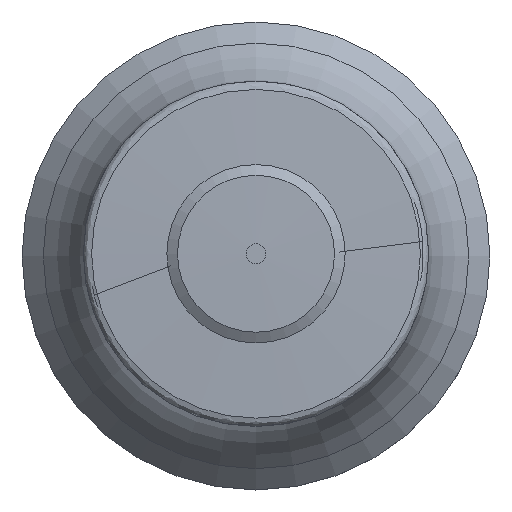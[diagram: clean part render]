
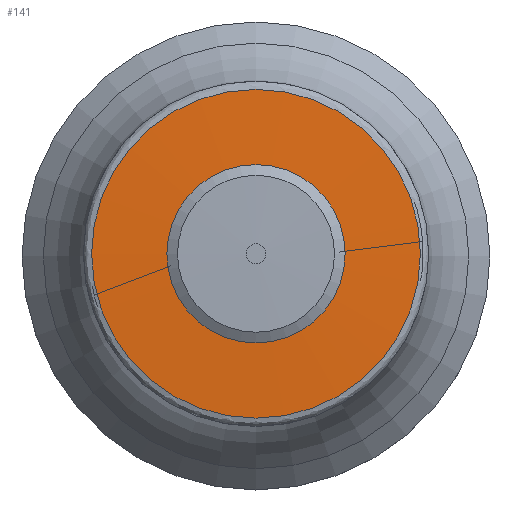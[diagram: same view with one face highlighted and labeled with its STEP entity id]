
A CAD part, top view. The second image highlights one B-rep face of the part: STEP entity #141.
In plain terms, the highlighted face is a revolution surface.
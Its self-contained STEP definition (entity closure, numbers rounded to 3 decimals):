
#34=SURFACE_OF_REVOLUTION('',#79,#39);
#39=AXIS1_PLACEMENT('',#715,#561);
#79=B_SPLINE_CURVE_WITH_KNOTS('',5,(#709,#710,#711,#712,#713,#714),
 .UNSPECIFIED.,.F.,.F.,(6,6),(0.,1.),.UNSPECIFIED.);
#141=ADVANCED_FACE('',(#189,#190),#34,.F.);
#189=FACE_BOUND('',#236,.T.);
#190=FACE_BOUND('',#237,.T.);
#236=EDGE_LOOP('',(#308));
#237=EDGE_LOOP('',(#309));
#308=ORIENTED_EDGE('',*,*,#380,.T.);
#309=ORIENTED_EDGE('',*,*,#379,.F.);
#343=VERTEX_POINT('',#687);
#344=VERTEX_POINT('',#708);
#379=EDGE_CURVE('',#343,#343,#401,.T.);
#380=EDGE_CURVE('',#344,#344,#402,.T.);
#401=CIRCLE('',#450,14.754);
#402=CIRCLE('',#451,8.002);
#450=AXIS2_PLACEMENT_3D('',#686,#556,#557);
#451=AXIS2_PLACEMENT_3D('',#707,#559,#560);
#556=DIRECTION('',(0.,0.,-1.));
#557=DIRECTION('',(-1.,0.,0.));
#559=DIRECTION('',(0.,0.,-1.));
#560=DIRECTION('',(-1.,0.,0.));
#561=DIRECTION('',(0.,0.,-1.));
#686=CARTESIAN_POINT('',(0.,0.,117.075));
#687=CARTESIAN_POINT('',(-14.754,0.,117.075));
#707=CARTESIAN_POINT('',(0.,0.,117.318));
#708=CARTESIAN_POINT('',(-8.002,0.,117.318));
#709=CARTESIAN_POINT('',(14.754,0.,117.075));
#710=CARTESIAN_POINT('',(13.404,0.,117.123));
#711=CARTESIAN_POINT('',(12.053,0.,117.172));
#712=CARTESIAN_POINT('',(10.703,0.,117.22));
#713=CARTESIAN_POINT('',(9.352,0.,117.269));
#714=CARTESIAN_POINT('',(8.002,0.,117.318));
#715=CARTESIAN_POINT('',(0.,0.,0.));
